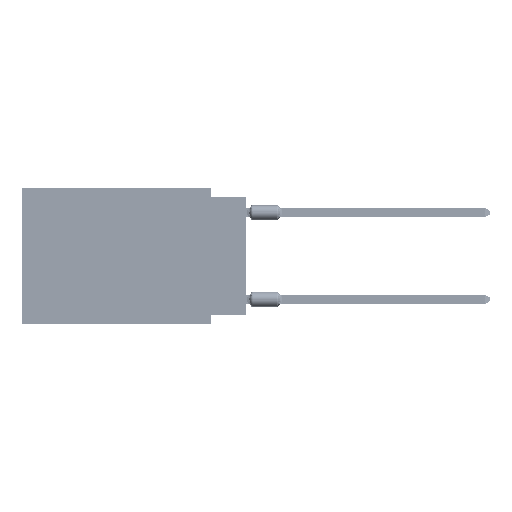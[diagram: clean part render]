
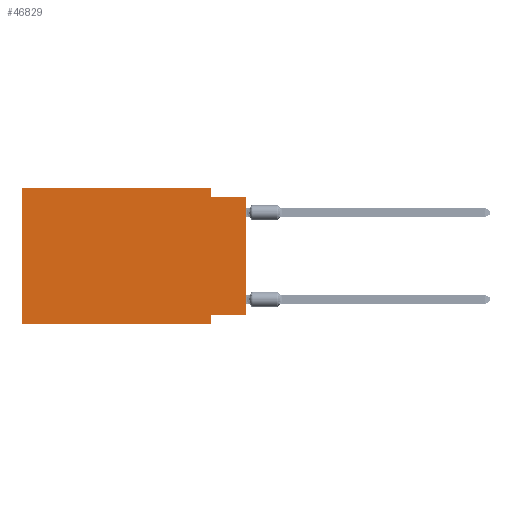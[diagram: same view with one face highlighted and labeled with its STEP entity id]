
A CAD part, left-side view. The second image highlights one B-rep face of the part: STEP entity #46829.
In plain terms, the highlighted planar face has unit normal (-1, 0, 0).
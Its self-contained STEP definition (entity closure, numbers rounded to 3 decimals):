
#927 = LINE ( 'NONE', #40224, #2656 ) ;
#1378 = ORIENTED_EDGE ( 'NONE', *, *, #20053, .T. ) ;
#2656 = VECTOR ( 'NONE', #26983, 1000. ) ;
#2755 = VERTEX_POINT ( 'NONE', #46586 ) ;
#6897 = CARTESIAN_POINT ( 'NONE',  ( 0., 16.383, 0. ) ) ;
#7715 = CARTESIAN_POINT ( 'NONE',  ( 0., 16.383, -9.906 ) ) ;
#7724 = VERTEX_POINT ( 'NONE', #6897 ) ;
#7776 = DIRECTION ( 'NONE',  ( 0., -1., 0. ) ) ;
#8798 = EDGE_CURVE ( 'NONE', #27485, #37614, #48989, .T. ) ;
#9038 = CARTESIAN_POINT ( 'NONE',  ( 0., 16.383, 0. ) ) ;
#9634 = DIRECTION ( 'NONE',  ( 1., 0., 0. ) ) ;
#11175 = VECTOR ( 'NONE', #21844, 1000. ) ;
#11280 = LINE ( 'NONE', #63391, #28572 ) ;
#11299 = EDGE_LOOP ( 'NONE', ( #1378, #49246, #13643, #33881, #30006, #42965, #77161, #15386 ) ) ;
#12955 = DIRECTION ( 'NONE',  ( 0., 0., 1. ) ) ;
#13643 = ORIENTED_EDGE ( 'NONE', *, *, #51275, .F. ) ;
#13736 = EDGE_CURVE ( 'NONE', #16444, #2755, #48761, .T. ) ;
#15386 = ORIENTED_EDGE ( 'NONE', *, *, #13736, .F. ) ;
#16276 = VECTOR ( 'NONE', #12955, 1000. ) ;
#16444 = VERTEX_POINT ( 'NONE', #44863 ) ;
#16889 = CARTESIAN_POINT ( 'NONE',  ( 0., 0., -0.635 ) ) ;
#20053 = EDGE_CURVE ( 'NONE', #16444, #31574, #39469, .T. ) ;
#20691 = VECTOR ( 'NONE', #47505, 1000. ) ;
#21844 = DIRECTION ( 'NONE',  ( 0., 1., 0. ) ) ;
#22589 = VERTEX_POINT ( 'NONE', #56753 ) ;
#26506 = VERTEX_POINT ( 'NONE', #69446 ) ;
#26983 = DIRECTION ( 'NONE',  ( 0., 0., -1. ) ) ;
#27485 = VERTEX_POINT ( 'NONE', #7715 ) ;
#28572 = VECTOR ( 'NONE', #37360, 1000. ) ;
#30006 = ORIENTED_EDGE ( 'NONE', *, *, #84256, .F. ) ;
#31574 = VERTEX_POINT ( 'NONE', #69244 ) ;
#33847 = LINE ( 'NONE', #9038, #60900 ) ;
#33881 = ORIENTED_EDGE ( 'NONE', *, *, #62636, .F. ) ;
#34089 = VECTOR ( 'NONE', #74596, 1000. ) ;
#37360 = DIRECTION ( 'NONE',  ( 0., 0., -1. ) ) ;
#37614 = VERTEX_POINT ( 'NONE', #57272 ) ;
#39469 = LINE ( 'NONE', #71038, #16276 ) ;
#40224 = CARTESIAN_POINT ( 'NONE',  ( 0., 2.54, -9.906 ) ) ;
#40684 = LINE ( 'NONE', #66715, #20691 ) ;
#40862 = DIRECTION ( 'NONE',  ( 0., 0., -1. ) ) ;
#42965 = ORIENTED_EDGE ( 'NONE', *, *, #8798, .T. ) ;
#44863 = CARTESIAN_POINT ( 'NONE',  ( 0., 0., -9.271 ) ) ;
#46586 = CARTESIAN_POINT ( 'NONE',  ( 0., 2.54, -9.271 ) ) ;
#46829 = ADVANCED_FACE ( 'NONE', ( #81811 ), #48095, .F. ) ;
#47505 = DIRECTION ( 'NONE',  ( 0., 0., 1. ) ) ;
#48095 = PLANE ( 'NONE',  #73231 ) ;
#48761 = LINE ( 'NONE', #55585, #11175 ) ;
#48989 = LINE ( 'NONE', #54991, #34089 ) ;
#49246 = ORIENTED_EDGE ( 'NONE', *, *, #54413, .F. ) ;
#49532 = EDGE_CURVE ( 'NONE', #2755, #37614, #927, .T. ) ;
#51275 = EDGE_CURVE ( 'NONE', #26506, #22589, #11280, .T. ) ;
#54413 = EDGE_CURVE ( 'NONE', #22589, #31574, #63013, .T. ) ;
#54991 = CARTESIAN_POINT ( 'NONE',  ( 0., 16.383, -9.906 ) ) ;
#55585 = CARTESIAN_POINT ( 'NONE',  ( 0., 0., -9.271 ) ) ;
#56753 = CARTESIAN_POINT ( 'NONE',  ( 0., 2.54, -0.635 ) ) ;
#57272 = CARTESIAN_POINT ( 'NONE',  ( 0., 2.54, -9.906 ) ) ;
#60900 = VECTOR ( 'NONE', #7776, 1000. ) ;
#62636 = EDGE_CURVE ( 'NONE', #7724, #26506, #33847, .T. ) ;
#63013 = LINE ( 'NONE', #16889, #82294 ) ;
#63391 = CARTESIAN_POINT ( 'NONE',  ( 0., 2.54, 0. ) ) ;
#63860 = DIRECTION ( 'NONE',  ( 0., -1., 0. ) ) ;
#66715 = CARTESIAN_POINT ( 'NONE',  ( 0., 16.383, 0. ) ) ;
#69244 = CARTESIAN_POINT ( 'NONE',  ( 0., 0., -0.635 ) ) ;
#69446 = CARTESIAN_POINT ( 'NONE',  ( 0., 2.54, 0. ) ) ;
#71038 = CARTESIAN_POINT ( 'NONE',  ( 0., 0., 0. ) ) ;
#73231 = AXIS2_PLACEMENT_3D ( 'NONE', #81391, #9634, #40862 ) ;
#74596 = DIRECTION ( 'NONE',  ( 0., -1., 0. ) ) ;
#77161 = ORIENTED_EDGE ( 'NONE', *, *, #49532, .F. ) ;
#81391 = CARTESIAN_POINT ( 'NONE',  ( 0., 16.383, 0. ) ) ;
#81811 = FACE_OUTER_BOUND ( 'NONE', #11299, .T. ) ;
#82294 = VECTOR ( 'NONE', #63860, 1000. ) ;
#84256 = EDGE_CURVE ( 'NONE', #27485, #7724, #40684, .T. ) ;
